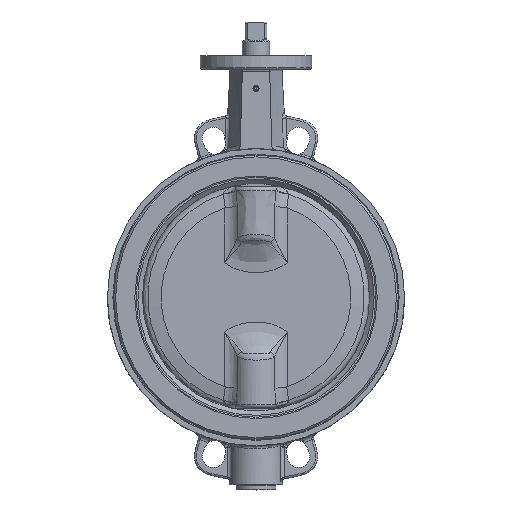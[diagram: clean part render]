
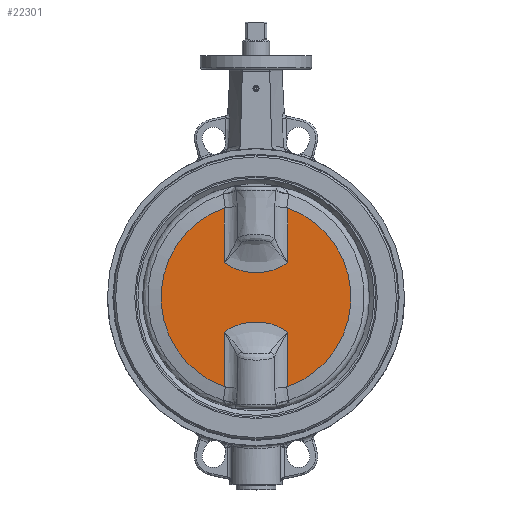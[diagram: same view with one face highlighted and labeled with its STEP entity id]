
A CAD part, top view. The second image highlights one B-rep face of the part: STEP entity #22301.
In plain terms, the highlighted planar face has unit normal (0, 0, 1).
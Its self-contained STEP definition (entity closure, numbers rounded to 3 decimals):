
#19963=CARTESIAN_POINT('',(34.742,39.911,9.));
#19964=VERTEX_POINT('',#19963);
#20081=CARTESIAN_POINT('',(-34.742,39.911,9.));
#20082=VERTEX_POINT('',#20081);
#20151=CARTESIAN_POINT('',(-34.742,99.993,9.));
#20152=VERTEX_POINT('',#20151);
#20163=CARTESIAN_POINT('',(-34.742,99.993,9.));
#20164=DIRECTION('',(0.0,-1.0,0.0));
#20165=VECTOR('',#20164,60.082);
#20166=LINE('',#20163,#20165);
#20167=EDGE_CURVE('',#20152,#20082,#20166,.T.);
#21798=CARTESIAN_POINT('',(34.742,-36.911,9.));
#21799=VERTEX_POINT('',#21798);
#21916=CARTESIAN_POINT('',(-34.742,-36.911,9.));
#21917=VERTEX_POINT('',#21916);
#21986=CARTESIAN_POINT('',(34.742,-96.993,9.));
#21987=VERTEX_POINT('',#21986);
#21998=CARTESIAN_POINT('',(34.742,-96.993,9.));
#21999=DIRECTION('',(0.0,1.0,0.0));
#22000=VECTOR('',#21999,60.082);
#22001=LINE('',#21998,#22000);
#22002=EDGE_CURVE('',#21987,#21799,#22001,.T.);
#22210=CARTESIAN_POINT('',(34.742,-36.911,9.));
#22211=CARTESIAN_POINT('',(33.369,-35.79,9.));
#22212=CARTESIAN_POINT('',(30.468,-33.718,9.));
#22213=CARTESIAN_POINT('',(26.548,-31.574,9.));
#22214=CARTESIAN_POINT('',(23.299,-30.128,9.));
#22215=CARTESIAN_POINT('',(20.002,-28.86,9.));
#22216=CARTESIAN_POINT('',(16.325,-27.748,9.));
#22217=CARTESIAN_POINT('',(12.288,-26.854,9.));
#22218=CARTESIAN_POINT('',(8.8,-26.288,9.));
#22219=CARTESIAN_POINT('',(5.28,-25.914,9.));
#22220=CARTESIAN_POINT('',(0.569,-25.667,9.));
#22221=CARTESIAN_POINT('',(-4.737,-25.808,9.));
#22222=CARTESIAN_POINT('',(-10.589,-26.511,9.));
#22223=CARTESIAN_POINT('',(-15.799,-27.588,9.));
#22224=CARTESIAN_POINT('',(-20.873,-29.124,9.));
#22225=CARTESIAN_POINT('',(-25.809,-31.167,9.));
#22226=CARTESIAN_POINT('',(-29.705,-33.304,9.));
#22227=CARTESIAN_POINT('',(-32.641,-35.27,9.));
#22228=CARTESIAN_POINT('',(-34.053,-36.348,9.));
#22229=CARTESIAN_POINT('',(-34.742,-36.911,9.));
#22230=B_SPLINE_CURVE_WITH_KNOTS('',3,(#22210,#22211,#22212,#22213,#22214,#22215,#22216,#22217,#22218,#22219,#22220,#22221,#22222,#22223,#22224,#22225,#22226,#22227,#22228,#22229),.UNSPECIFIED.,.F.,.U.,(4,1,1,1,1,1,1,1,1,1,1,1,1,1,1,1,1,4),(-30.664,-30.134,-29.605,-29.34,-29.075,-28.545,-28.192,-27.838,-27.485,-27.132,-26.425,-25.896,-25.366,-24.836,-24.306,-23.776,-23.511,-23.246),.UNSPECIFIED.);
#22231=EDGE_CURVE('',#21799,#21917,#22230,.T.);
#22238=CARTESIAN_POINT('',(0.,-112.96,9.));
#22239=DIRECTION('',(0.0,0.0,1.0));
#22240=DIRECTION('',(-1.0,0.0,0.0));
#22241=AXIS2_PLACEMENT_3D('',#22238,#22239,#22240);
#22242=PLANE('',#22241);
#22243=CARTESIAN_POINT('',(-34.742,-96.993,9.));
#22244=VERTEX_POINT('',#22243);
#22245=CARTESIAN_POINT('',(-34.742,-36.911,9.));
#22246=DIRECTION('',(0.0,-1.0,0.0));
#22247=VECTOR('',#22246,60.082);
#22248=LINE('',#22245,#22247);
#22249=EDGE_CURVE('',#21917,#22244,#22248,.T.);
#22250=ORIENTED_EDGE('',*,*,#22249,.F.);
#22251=ORIENTED_EDGE('',*,*,#22231,.F.);
#22252=ORIENTED_EDGE('',*,*,#22002,.F.);
#22253=CARTESIAN_POINT('',(34.742,99.993,9.));
#22254=VERTEX_POINT('',#22253);
#22255=CARTESIAN_POINT('',(0.,1.5,9.));
#22256=DIRECTION('',(0.0,0.0,1.0));
#22257=DIRECTION('',(-1.0,0.0,0.0));
#22258=AXIS2_PLACEMENT_3D('',#22255,#22256,#22257);
#22259=CIRCLE('',#22258,104.44);
#22260=EDGE_CURVE('',#21987,#22254,#22259,.T.);
#22261=ORIENTED_EDGE('',*,*,#22260,.T.);
#22262=CARTESIAN_POINT('',(34.742,39.911,9.));
#22263=DIRECTION('',(0.0,1.0,0.0));
#22264=VECTOR('',#22263,60.082);
#22265=LINE('',#22262,#22264);
#22266=EDGE_CURVE('',#19964,#22254,#22265,.T.);
#22267=ORIENTED_EDGE('',*,*,#22266,.F.);
#22268=CARTESIAN_POINT('',(-34.742,39.911,9.));
#22269=CARTESIAN_POINT('',(-33.369,38.79,9.));
#22270=CARTESIAN_POINT('',(-30.468,36.718,9.));
#22271=CARTESIAN_POINT('',(-26.548,34.574,9.));
#22272=CARTESIAN_POINT('',(-23.299,33.128,9.));
#22273=CARTESIAN_POINT('',(-20.002,31.86,9.));
#22274=CARTESIAN_POINT('',(-16.325,30.748,9.));
#22275=CARTESIAN_POINT('',(-12.288,29.854,9.));
#22276=CARTESIAN_POINT('',(-8.8,29.288,9.));
#22277=CARTESIAN_POINT('',(-5.28,28.914,9.));
#22278=CARTESIAN_POINT('',(-0.569,28.667,9.));
#22279=CARTESIAN_POINT('',(4.737,28.808,9.));
#22280=CARTESIAN_POINT('',(10.589,29.511,9.));
#22281=CARTESIAN_POINT('',(15.799,30.588,9.));
#22282=CARTESIAN_POINT('',(20.873,32.124,9.));
#22283=CARTESIAN_POINT('',(25.809,34.167,9.));
#22284=CARTESIAN_POINT('',(29.705,36.304,9.));
#22285=CARTESIAN_POINT('',(32.641,38.27,9.));
#22286=CARTESIAN_POINT('',(34.053,39.348,9.));
#22287=CARTESIAN_POINT('',(34.742,39.911,9.));
#22288=B_SPLINE_CURVE_WITH_KNOTS('',3,(#22268,#22269,#22270,#22271,#22272,#22273,#22274,#22275,#22276,#22277,#22278,#22279,#22280,#22281,#22282,#22283,#22284,#22285,#22286,#22287),.UNSPECIFIED.,.F.,.U.,(4,1,1,1,1,1,1,1,1,1,1,1,1,1,1,1,1,4),(-30.664,-30.134,-29.605,-29.34,-29.075,-28.545,-28.192,-27.838,-27.485,-27.132,-26.425,-25.896,-25.366,-24.836,-24.306,-23.776,-23.511,-23.246),.UNSPECIFIED.);
#22289=EDGE_CURVE('',#20082,#19964,#22288,.T.);
#22290=ORIENTED_EDGE('',*,*,#22289,.F.);
#22291=ORIENTED_EDGE('',*,*,#20167,.F.);
#22292=CARTESIAN_POINT('',(0.,1.5,9.));
#22293=DIRECTION('',(0.0,0.0,1.0));
#22294=DIRECTION('',(-1.0,0.0,0.0));
#22295=AXIS2_PLACEMENT_3D('',#22292,#22293,#22294);
#22296=CIRCLE('',#22295,104.44);
#22297=EDGE_CURVE('',#20152,#22244,#22296,.T.);
#22298=ORIENTED_EDGE('',*,*,#22297,.T.);
#22299=EDGE_LOOP('',(#22250,#22251,#22252,#22261,#22267,#22290,#22291,#22298));
#22300=FACE_OUTER_BOUND('',#22299,.T.);
#22301=ADVANCED_FACE('',(#22300),#22242,.T.);
